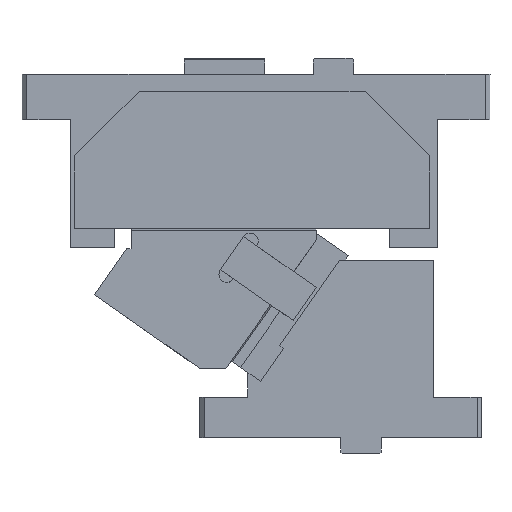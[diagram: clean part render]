
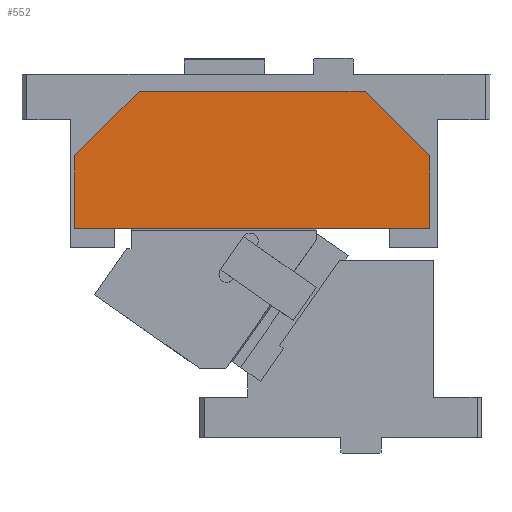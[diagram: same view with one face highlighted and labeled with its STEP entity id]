
A CAD part, left-side view. The second image highlights one B-rep face of the part: STEP entity #552.
In plain terms, the highlighted planar face has unit normal (-1, 0, 0).
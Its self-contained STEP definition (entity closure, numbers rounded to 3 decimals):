
#459=CARTESIAN_POINT('Vertex',(245.249,369.683,-95.454)) ;
#464=CARTESIAN_POINT('Line Origine',(245.249,479.683,-95.454)) ;
#468=CARTESIAN_POINT('Vertex',(245.249,589.683,-95.454)) ;
#506=CARTESIAN_POINT('Axis2P3D Location',(245.249,479.683,-57.424)) ;
#511=CARTESIAN_POINT('Line Origine',(245.249,569.683,-30.454)) ;
#515=CARTESIAN_POINT('Vertex',(245.249,549.683,-10.454)) ;
#517=CARTESIAN_POINT('Vertex',(245.249,589.683,-50.454)) ;
#520=CARTESIAN_POINT('Line Origine',(245.249,589.683,-72.954)) ;
#525=CARTESIAN_POINT('Line Origine',(245.249,369.683,-72.954)) ;
#529=CARTESIAN_POINT('Vertex',(245.249,369.683,-50.454)) ;
#532=CARTESIAN_POINT('Line Origine',(245.249,389.683,-30.454)) ;
#536=CARTESIAN_POINT('Vertex',(245.249,409.683,-10.454)) ;
#539=CARTESIAN_POINT('Line Origine',(245.249,479.683,-10.454)) ;
#465=DIRECTION('Vector Direction',(0.,-1.,0.)) ;
#507=DIRECTION('Axis2P3D Direction',(1.,0.,0.)) ;
#508=DIRECTION('Axis2P3D XDirection',(0.,1.,0.)) ;
#512=DIRECTION('Vector Direction',(0.,0.707,-0.707)) ;
#521=DIRECTION('Vector Direction',(0.,0.,-1.)) ;
#526=DIRECTION('Vector Direction',(0.,0.,1.)) ;
#533=DIRECTION('Vector Direction',(0.,0.707,0.707)) ;
#540=DIRECTION('Vector Direction',(0.,1.,0.)) ;
#509=AXIS2_PLACEMENT_3D('Plane Axis2P3D',#506,#507,#508) ;
#545=ORIENTED_EDGE('',*,*,#519,.T.) ;
#546=ORIENTED_EDGE('',*,*,#524,.T.) ;
#547=ORIENTED_EDGE('',*,*,#470,.T.) ;
#548=ORIENTED_EDGE('',*,*,#531,.T.) ;
#549=ORIENTED_EDGE('',*,*,#538,.T.) ;
#550=ORIENTED_EDGE('',*,*,#543,.T.) ;
#466=VECTOR('Line Direction',#465,1.) ;
#513=VECTOR('Line Direction',#512,1.) ;
#522=VECTOR('Line Direction',#521,1.) ;
#527=VECTOR('Line Direction',#526,1.) ;
#534=VECTOR('Line Direction',#533,1.) ;
#541=VECTOR('Line Direction',#540,1.) ;
#552=ADVANCED_FACE('CAM HOLDER',(#551),#510,.F.) ;
#470=EDGE_CURVE('',#469,#460,#467,.T.) ;
#519=EDGE_CURVE('',#516,#518,#514,.T.) ;
#524=EDGE_CURVE('',#518,#469,#523,.T.) ;
#531=EDGE_CURVE('',#460,#530,#528,.T.) ;
#538=EDGE_CURVE('',#530,#537,#535,.T.) ;
#543=EDGE_CURVE('',#537,#516,#542,.T.) ;
#544=EDGE_LOOP('',(#545,#546,#547,#548,#549,#550)) ;
#551=FACE_OUTER_BOUND('',#544,.T.) ;
#467=LINE('Line',#464,#466) ;
#514=LINE('Line',#511,#513) ;
#523=LINE('Line',#520,#522) ;
#528=LINE('Line',#525,#527) ;
#535=LINE('Line',#532,#534) ;
#542=LINE('Line',#539,#541) ;
#510=PLANE('Plane',#509) ;
#460=VERTEX_POINT('',#459) ;
#469=VERTEX_POINT('',#468) ;
#516=VERTEX_POINT('',#515) ;
#518=VERTEX_POINT('',#517) ;
#530=VERTEX_POINT('',#529) ;
#537=VERTEX_POINT('',#536) ;
